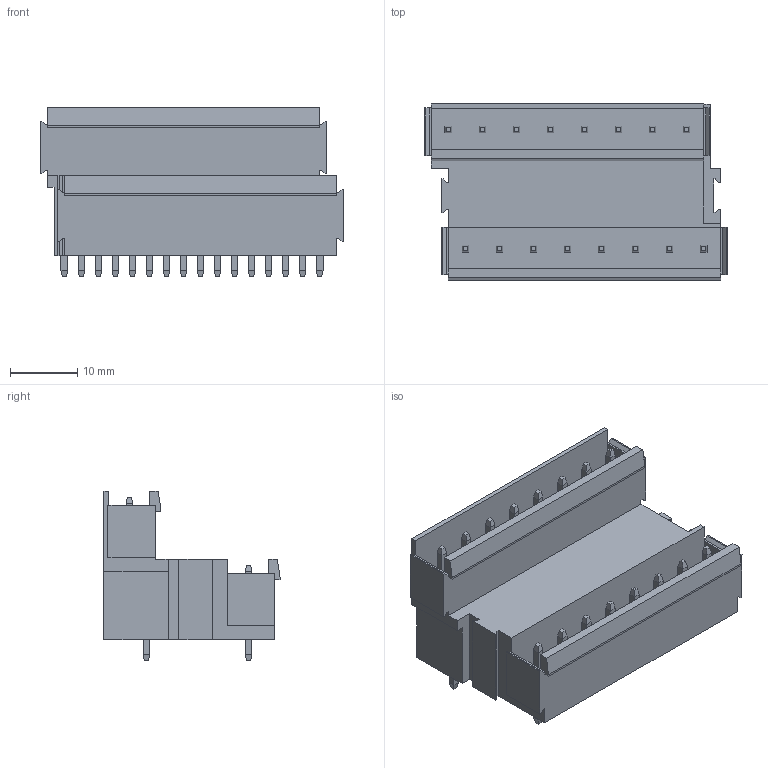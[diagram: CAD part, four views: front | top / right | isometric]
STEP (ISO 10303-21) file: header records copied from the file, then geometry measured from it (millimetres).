
FILE_DESCRIPTION(('CATIA V5 STEP Exchange','CAx-IF Rec.Pracs.--- Model Styling and Organization---1.4--- 2014-01-23'),'2;1');
FILE_NAME ('D1491203_0_1726790000_1726790000.stp','2021-06-25T07:55:56+00:00',('none'),('Weidmueller'),'CATIA Version 5-6 Release 2016 SP3 HF44','CATIA V5 STEP AP214','none');
FILE_SCHEMA(('AUTOMOTIVE_DESIGN { 1 0 10303 214 1 1 1 1 }'));
Length unit declared in the file: millimetre
Products named in the file (1): 1726790000
Bounding box: 45.18 x 26.28 x 25.36 mm (x, y, z)
Volume: 11884.6 mm3; surface area: 8291.7 mm2
Topology: 17 solids, 17 shells, 503 faces, 1275 edges, 806 vertices
Faces by surface type: plane 439, cylinder 64
Entity records: 14831 total; most frequent: ORIENTED_EDGE 2550, CARTESIAN_POINT 2506, DIRECTION 2123, EDGE_CURVE 1275, VECTOR 1147, LINE 1147, VERTEX_POINT 806, AXIS2_PLACEMENT_3D 553
